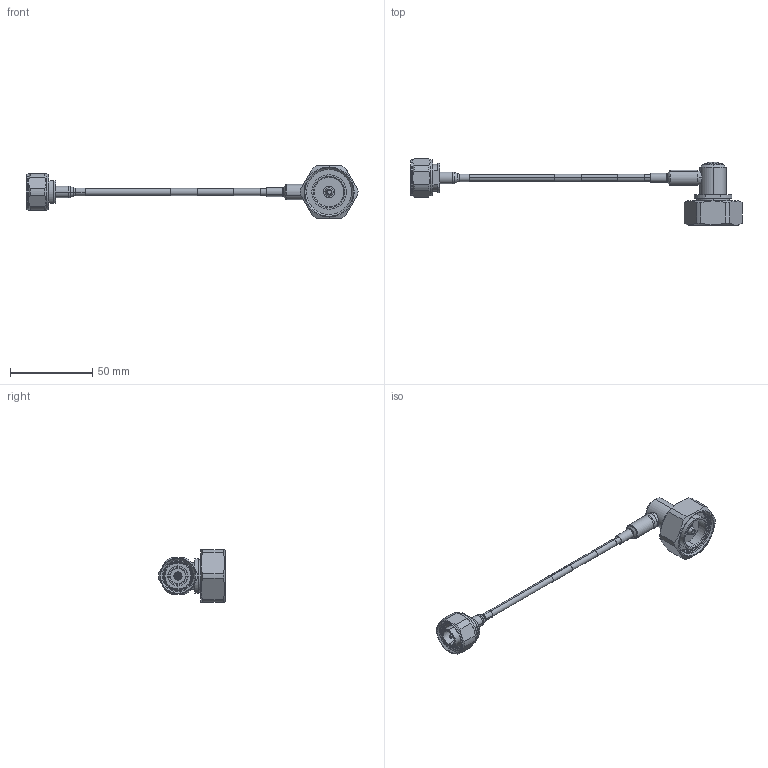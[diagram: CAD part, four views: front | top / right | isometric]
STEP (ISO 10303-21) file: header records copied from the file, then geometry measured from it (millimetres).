
FILE_DESCRIPTION (( 'STEP AP214' ), '1' );
FILE_NAME ('PE3C8288_3D.STEP', '2021-07-30T17:20:02', ( '' ), ( '' ), 'SwSTEP 2.0', 'SolidWorks 2021', '' );
FILE_SCHEMA (( 'AUTOMOTIVE_DESIGN' ));
Length unit declared in the file: inch
Products named in the file (6): TFT-402-LF_LABEL PE+FM; TC-402-4195M-LP-PE; TC-402-716M-RA-LP-PE; PE3C8288_3D; TFT-402-MA1; CA-195R-MA1_.345" OD AT FERRULE
Assembly tree (5 placements, depth 2):
  PE3C8288_3D
    TFT-402-LF_LABEL PE+FM
    TC-402-4195M-LP-PE
    TFT-402-MA1
    TC-402-716M-RA-LP-PE
    CA-195R-MA1_.345" OD AT FERRULE
Bounding box: 202.27 x 40.63 x 31.86 mm (x, y, z)
Volume: 21708.3 mm3; surface area: 16314.2 mm2
Topology: 9 solids, 9 shells, 363 faces, 769 edges, 452 vertices
Faces by surface type: cylinder 125, cone 122, plane 72, torus 44
Entity records: 11302 total; most frequent: CARTESIAN_POINT 2834, DIRECTION 1890, ORIENTED_EDGE 1538, AXIS2_PLACEMENT_3D 802, EDGE_CURVE 769, VERTEX_POINT 452, CIRCLE 431, EDGE_LOOP 403
